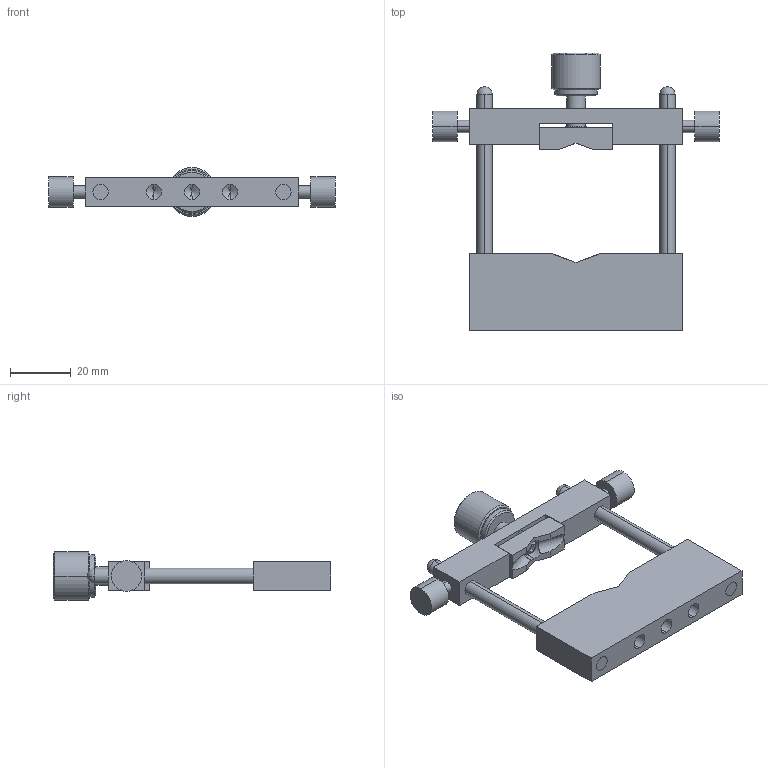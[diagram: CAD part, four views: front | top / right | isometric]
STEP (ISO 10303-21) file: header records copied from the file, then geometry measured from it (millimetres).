
FILE_DESCRIPTION (( 'STEP AP203' ), '1' );
FILE_NAME ('04VFH-1M.STEP', '2016-04-18T03:31:08', ( '' ), ( '' ), 'SwSTEP 2.0', 'SolidWorks 2016', '' );
FILE_SCHEMA (( 'CONFIG_CONTROL_DESIGN' ));
Length unit declared in the file: millimetre
Products named in the file (1): 04VFH-1M
Bounding box: 94 x 91 x 16 mm (x, y, z)
Volume: 29366.9 mm3; surface area: 16262.2 mm2
Topology: 11 solids, 11 shells, 158 faces, 365 edges, 227 vertices
Faces by surface type: plane 68, cylinder 60, cone 20, bspline 6, sphere 4
Entity records: 4894 total; most frequent: CARTESIAN_POINT 1246, DIRECTION 759, ORIENTED_EDGE 702, EDGE_CURVE 351, AXIS2_PLACEMENT_3D 288, VERTEX_POINT 227, EDGE_LOOP 190, VECTOR 183
